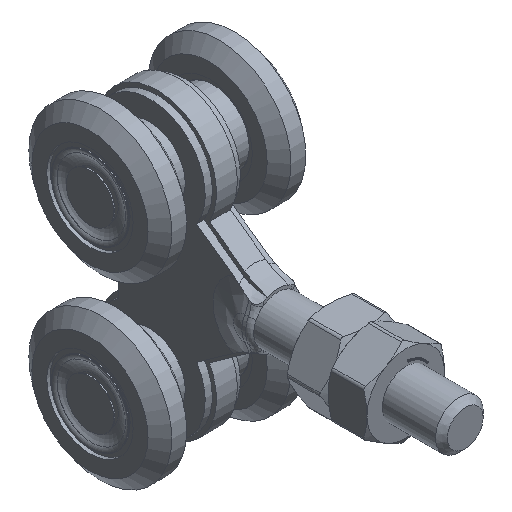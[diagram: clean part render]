
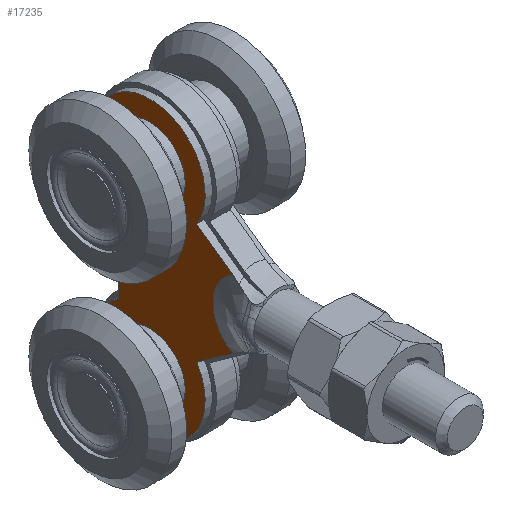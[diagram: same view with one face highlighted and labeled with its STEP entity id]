
A CAD part, isometric view. The second image highlights one B-rep face of the part: STEP entity #17235.
In plain terms, the highlighted planar face has unit normal (-1, 0, 0).
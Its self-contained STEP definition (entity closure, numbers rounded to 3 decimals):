
#451 = CARTESIAN_POINT ( 'NONE',  ( -2.95, 6.241, -4.898 ) ) ;
#587 = EDGE_LOOP ( 'NONE', ( #24271 ) ) ;
#630 = CARTESIAN_POINT ( 'NONE',  ( -2.95, 8.384, -0.577 ) ) ;
#722 = FACE_OUTER_BOUND ( 'NONE', #13013, .T. ) ;
#1062 = FACE_BOUND ( 'NONE', #18699, .T. ) ;
#1448 = CARTESIAN_POINT ( 'NONE',  ( -2.95, 24.3, 7.358 ) ) ;
#2227 = ORIENTED_EDGE ( 'NONE', *, *, #20937, .F. ) ;
#2313 = ORIENTED_EDGE ( 'NONE', *, *, #15738, .F. ) ;
#3101 = CARTESIAN_POINT ( 'NONE',  ( -2.95, 6.847, 4.275 ) ) ;
#3122 = DIRECTION ( 'NONE',  ( 0., 0., 1. ) ) ;
#3301 = CARTESIAN_POINT ( 'NONE',  ( -2.95, 5.055, 5.734 ) ) ;
#3656 = DIRECTION ( 'NONE',  ( 0., -0.815, -0.579 ) ) ;
#4835 = AXIS2_PLACEMENT_3D ( 'NONE', #11991, #25296, #11783 ) ;
#5169 = PLANE ( 'NONE',  #16567 ) ;
#5292 = CIRCLE ( 'NONE', #6772, 2.5 ) ;
#5316 = CARTESIAN_POINT ( 'NONE',  ( -2.95, 7.366, -3.574 ) ) ;
#5324 = AXIS2_PLACEMENT_3D ( 'NONE', #6367, #24380, #22032 ) ;
#5824 = CARTESIAN_POINT ( 'NONE',  ( -2.95, 5.055, 5.734 ) ) ;
#6117 = CARTESIAN_POINT ( 'NONE',  ( -2.95, 11.127, 10.05 ) ) ;
#6367 = CARTESIAN_POINT ( 'NONE',  ( -2.95, 19., 15. ) ) ;
#6772 = AXIS2_PLACEMENT_3D ( 'NONE', #27129, #15716, #9203 ) ;
#6833 = CARTESIAN_POINT ( 'NONE',  ( -2.95, 19., -12.5 ) ) ;
#7079 = CARTESIAN_POINT ( 'NONE',  ( -2.95, 6.846, -4.275 ) ) ;
#7552 = CARTESIAN_POINT ( 'NONE',  ( -2.95, 6.027, 5.108 ) ) ;
#7778 = FACE_BOUND ( 'NONE', #587, .T. ) ;
#7940 = CARTESIAN_POINT ( 'NONE',  ( -2.95, 7.784, 2.815 ) ) ;
#8759 = DIRECTION ( 'NONE',  ( 0., 0., 1. ) ) ;
#8884 = VERTEX_POINT ( 'NONE', #6117 ) ;
#9001 = VECTOR ( 'NONE', #3122, 1000. ) ;
#9203 = DIRECTION ( 'NONE',  ( 0., 0., 1. ) ) ;
#9235 = VERTEX_POINT ( 'NONE', #15423 ) ;
#9279 = CARTESIAN_POINT ( 'NONE',  ( -2.95, 19., 17.5 ) ) ;
#9337 = CARTESIAN_POINT ( 'NONE',  ( -2.95, 8.403, -0.289 ) ) ;
#9388 = DIRECTION ( 'NONE',  ( 0., 0., -1. ) ) ;
#9547 = CARTESIAN_POINT ( 'NONE',  ( -2.95, 7.804, -2.818 ) ) ;
#9566 = CARTESIAN_POINT ( 'NONE',  ( -2.95, 24.3, -7.358 ) ) ;
#9825 = CARTESIAN_POINT ( 'NONE',  ( -2.95, 8.307, 1.161 ) ) ;
#9899 = VERTEX_POINT ( 'NONE', #9279 ) ;
#10330 = LINE ( 'NONE', #14477, #27603 ) ;
#10393 = VERTEX_POINT ( 'NONE', #22748 ) ;
#11693 = CARTESIAN_POINT ( 'NONE',  ( -2.95, 6.019, -5.089 ) ) ;
#11783 = DIRECTION ( 'NONE',  ( 0., 0., -1. ) ) ;
#11883 = CARTESIAN_POINT ( 'NONE',  ( -2.95, 7.202, -3.818 ) ) ;
#11990 = CARTESIAN_POINT ( 'NONE',  ( -2.95, 5.551, -5.437 ) ) ;
#11991 = CARTESIAN_POINT ( 'NONE',  ( -2.95, 19., -15. ) ) ;
#12270 = CARTESIAN_POINT ( 'NONE',  ( -2.95, 5.564, 5.453 ) ) ;
#12378 = CARTESIAN_POINT ( 'NONE',  ( -2.95, 8.384, 0.583 ) ) ;
#13013 = EDGE_LOOP ( 'NONE', ( #25811, #25148, #2313, #2227, #20802, #28798 ) ) ;
#13097 = DIRECTION ( 'NONE',  ( 0., 0.815, -0.579 ) ) ;
#13279 = B_SPLINE_CURVE_WITH_KNOTS ( 'NONE', 3,
 ( #25201, #16543, #11990, #11693, #451, #20795, #7079, #11883, #5316, #9547, #22859, #18533, #23053, #630, #9337, #25105, #12378, #9825, #25581, #23721, #7940, #23341, #21468, #14348, #3101, #14740, #7552, #12270, #3301 ),
 .UNSPECIFIED., .F., .F.,
 ( 4, 2, 2, 2, 2, 2, 2, 2, 2, 1, 2, 2, 2, 2, 4 ),
 ( 0.003, 0.004, 0.005, 0.006, 0.007, 0.008, 0.009, 0.01, 0.011, 0.012, 0.013, 0.014, 0.014, 0.015, 0.017 ),
 .UNSPECIFIED. ) ;
#14348 = CARTESIAN_POINT ( 'NONE',  ( -2.95, 7.201, 3.818 ) ) ;
#14477 = CARTESIAN_POINT ( 'NONE',  ( -2.95, 11.127, 10.05 ) ) ;
#14740 = CARTESIAN_POINT ( 'NONE',  ( -2.95, 6.653, 4.493 ) ) ;
#15423 = CARTESIAN_POINT ( 'NONE',  ( -2.95, 24.3, -7.358 ) ) ;
#15590 = CIRCLE ( 'NONE', #4835, 9.3 ) ;
#15716 = DIRECTION ( 'NONE',  ( -1., 0., 0. ) ) ;
#15738 = EDGE_CURVE ( 'NONE', #8884, #23523, #10330, .T. ) ;
#16351 = VECTOR ( 'NONE', #13097, 1000. ) ;
#16543 = CARTESIAN_POINT ( 'NONE',  ( -2.95, 5.308, -5.594 ) ) ;
#16567 = AXIS2_PLACEMENT_3D ( 'NONE', #27609, #27310, #9388 ) ;
#17235 = ADVANCED_FACE ( 'NONE', ( #7778, #1062, #722 ), #5169, .F. ) ;
#17544 = DIRECTION ( 'NONE',  ( -1., 0., 0. ) ) ;
#17794 = VERTEX_POINT ( 'NONE', #1448 ) ;
#18006 = VERTEX_POINT ( 'NONE', #6833 ) ;
#18533 = CARTESIAN_POINT ( 'NONE',  ( -2.95, 8.252, -1.439 ) ) ;
#18699 = EDGE_LOOP ( 'NONE', ( #21647 ) ) ;
#18892 = CARTESIAN_POINT ( 'NONE',  ( -2.95, 11.127, -10.05 ) ) ;
#18894 = EDGE_CURVE ( 'NONE', #9899, #9899, #5292, .T. ) ;
#20215 = CIRCLE ( 'NONE', #26847, 2.5 ) ;
#20795 = CARTESIAN_POINT ( 'NONE',  ( -2.95, 6.654, -4.491 ) ) ;
#20802 = ORIENTED_EDGE ( 'NONE', *, *, #25351, .F. ) ;
#20937 = EDGE_CURVE ( 'NONE', #17794, #8884, #25680, .T. ) ;
#21468 = CARTESIAN_POINT ( 'NONE',  ( -2.95, 7.362, 3.579 ) ) ;
#21647 = ORIENTED_EDGE ( 'NONE', *, *, #18894, .F. ) ;
#21888 = EDGE_CURVE ( 'NONE', #10393, #24290, #22335, .T. ) ;
#21918 = EDGE_CURVE ( 'NONE', #18006, #18006, #20215, .T. ) ;
#22032 = DIRECTION ( 'NONE',  ( 0., 0., -1. ) ) ;
#22080 = EDGE_CURVE ( 'NONE', #10393, #23523, #13279, .T. ) ;
#22335 = LINE ( 'NONE', #26794, #16351 ) ;
#22748 = CARTESIAN_POINT ( 'NONE',  ( -2.95, 5.055, -5.734 ) ) ;
#22859 = CARTESIAN_POINT ( 'NONE',  ( -2.95, 8.026, -2.284 ) ) ;
#23053 = CARTESIAN_POINT ( 'NONE',  ( -2.95, 8.309, -1.151 ) ) ;
#23341 = CARTESIAN_POINT ( 'NONE',  ( -2.95, 7.654, 3.078 ) ) ;
#23523 = VERTEX_POINT ( 'NONE', #5824 ) ;
#23721 = CARTESIAN_POINT ( 'NONE',  ( -2.95, 8.008, 2.277 ) ) ;
#23813 = LINE ( 'NONE', #9566, #9001 ) ;
#24271 = ORIENTED_EDGE ( 'NONE', *, *, #21918, .F. ) ;
#24290 = VERTEX_POINT ( 'NONE', #18892 ) ;
#24380 = DIRECTION ( 'NONE',  ( 1., 0., 0. ) ) ;
#25105 = CARTESIAN_POINT ( 'NONE',  ( -2.95, 8.403, 0.29 ) ) ;
#25148 = ORIENTED_EDGE ( 'NONE', *, *, #22080, .T. ) ;
#25201 = CARTESIAN_POINT ( 'NONE',  ( -2.95, 5.055, -5.734 ) ) ;
#25296 = DIRECTION ( 'NONE',  ( 1., 0., 0. ) ) ;
#25351 = EDGE_CURVE ( 'NONE', #9235, #17794, #23813, .T. ) ;
#25581 = CARTESIAN_POINT ( 'NONE',  ( -2.95, 8.194, 1.729 ) ) ;
#25680 = CIRCLE ( 'NONE', #5324, 9.3 ) ;
#25811 = ORIENTED_EDGE ( 'NONE', *, *, #21888, .F. ) ;
#26794 = CARTESIAN_POINT ( 'NONE',  ( -2.95, 0.7, -2.639 ) ) ;
#26847 = AXIS2_PLACEMENT_3D ( 'NONE', #28763, #17544, #8759 ) ;
#27129 = CARTESIAN_POINT ( 'NONE',  ( -2.95, 19., 15. ) ) ;
#27310 = DIRECTION ( 'NONE',  ( 1., 0., 0. ) ) ;
#27603 = VECTOR ( 'NONE', #3656, 1000. ) ;
#27609 = CARTESIAN_POINT ( 'NONE',  ( -2.95, 19., -15. ) ) ;
#28726 = EDGE_CURVE ( 'NONE', #24290, #9235, #15590, .T. ) ;
#28763 = CARTESIAN_POINT ( 'NONE',  ( -2.95, 19., -15. ) ) ;
#28798 = ORIENTED_EDGE ( 'NONE', *, *, #28726, .F. ) ;
